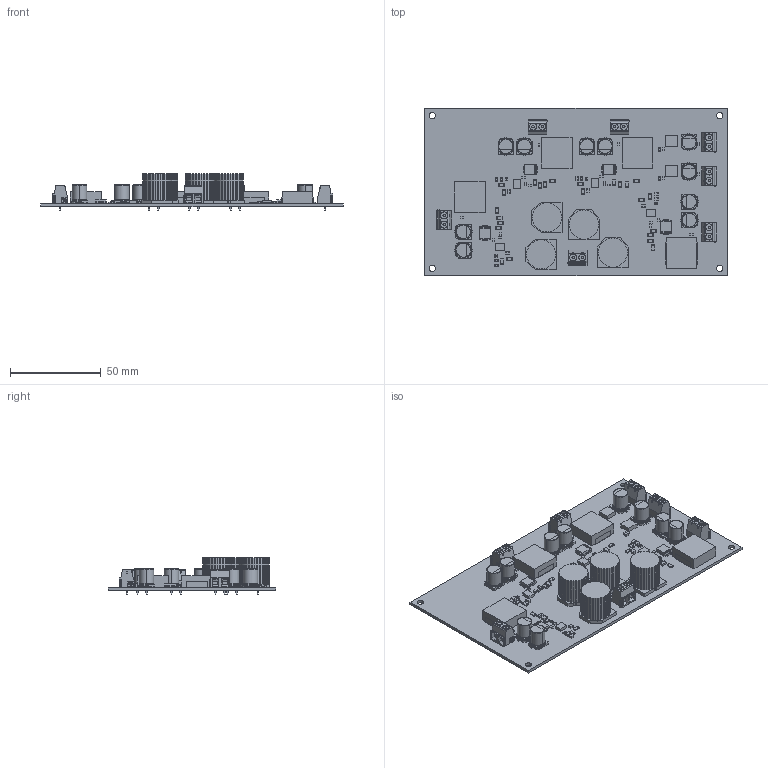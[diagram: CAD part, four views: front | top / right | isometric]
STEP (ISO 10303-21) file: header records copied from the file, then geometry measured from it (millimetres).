
FILE_DESCRIPTION(('Open CASCADE Model'),'2;1');
FILE_NAME('Open CASCADE Shape Model','2018-07-25T18:16:03',('Author'),( 'Open CASCADE'),'Open CASCADE STEP processor 6.5','Open CASCADE 6.5' ,'Unknown');
FILE_SCHEMA(('AUTOMOTIVE_DESIGN { 1 0 10303 214 1 1 1 1 }'));
Length unit declared in the file: millimetre
Products named in the file (183): PCB; Board; C1; 1203751824; Extruded; 1203751312; C2; C3; 1203751568; C4; C6; 1203754640; 1203754512; C7; 1203758224; 1203758096; C8; User_Library-AL_EL_cap_8mmx10mm; User_Library-AL_EL_cap_8mmx10mm_foot_cap_8x8_1; User_Library-AL_EL_cap_8mmx10mm_can_8x8_1; User_Library-AL_EL_cap_8mmx10mm_alelcap_sm8x8_1; C9; C10; C11; C12; C13; C14; 1203758352; C15; 1203757968; 1203757712; C16; C17; C18; C19; C20; C21; C22; C23; C24 ...
Assembly tree (366 placements, depth 4):
  PCB
    Board
    C1
      1203751824
        Extruded
      1203751312
        Extruded
    C2
      1203751824
        Extruded
      1203751312
        Extruded
    C3
      1203751824
        Extruded
      1203751568
        Extruded
    C4
      1203751824
        Extruded
      1203751568
        Extruded
    C6
      1203754640
        Extruded
      1203754512  x2
        Extruded
    C7
      1203758224  x2
        Extruded
      1203758096
        Extruded
    C8
      User_Library-AL_EL_cap_8mmx10mm
        User_Library-AL_EL_cap_8mmx10mm_foot_cap_8x8_1  x2
        User_Library-AL_EL_cap_8mmx10mm_can_8x8_1
        User_Library-AL_EL_cap_8mmx10mm_alelcap_sm8x8_1
    C9
      1203758224  x2
        Extruded
      1203758096
        Extruded
    C10
      1203754640
        Extruded
      1203754512  x2
        Extruded
    C11
      1203758224  x2
        Extruded
      1203758096
        Extruded
    C12
      User_Library-AL_EL_cap_8mmx10mm
        User_Library-AL_EL_cap_8mmx10mm_foot_cap_8x8_1  x2
        User_Library-AL_EL_cap_8mmx10mm_can_8x8_1
        User_Library-AL_EL_cap_8mmx10mm_alelcap_sm8x8_1
    C13
      1203758224  x2
        Extruded
Bounding box: 166 x 92 x 19.99 mm (x, y, z)
Volume: 59214 mm3; surface area: 56486.2 mm2
Topology: 256 solids, 256 shells, 4361 faces, 10433 edges, 6650 vertices
Faces by surface type: plane 3136, cylinder 613, bspline 528, sphere 56, cone 28
Full cylindrical faces by diameter (mm): 1.27 x14, 3.5 x4
Entity records: 60457 total; most frequent: CARTESIAN_POINT 17064, DIRECTION 6555, LINE 3825, VECTOR 3825, ORIENTED_EDGE 3700, PCURVE 3700, DEFINITIONAL_REPRESENTATION 3700, EDGE_CURVE 1850
